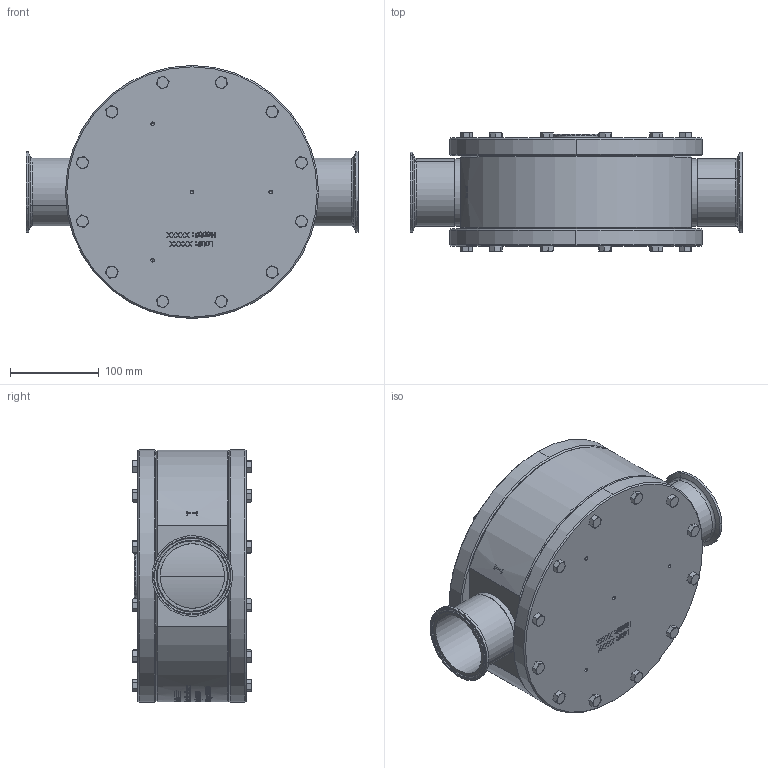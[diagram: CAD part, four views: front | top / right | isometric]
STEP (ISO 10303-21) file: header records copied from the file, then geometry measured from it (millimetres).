
FILE_DESCRIPTION (( 'STEP AP203' ), '1' );
FILE_NAME ('FDO24SHN4 Marketing External Assembly.STEP', '2024-10-30T19:41:44', ( '' ), ( '' ), 'SwSTEP 2.0', 'SolidWorks 2022', '' );
FILE_SCHEMA (( 'CONFIG_CONTROL_DESIGN' ));
Length unit declared in the file: inch
Products named in the file (1): FDO24SHN4 Marketing External Assembly
Bounding box: 374.9 x 134.11 x 285.75 mm (x, y, z)
Volume: 7654255.9 mm3; surface area: 601997.8 mm2
Topology: 29 solids, 33 shells, 3295 faces, 8367 edges, 5289 vertices
Faces by surface type: plane 1748, bspline 641, cone 480, cylinder 360, torus 66
Entity records: 119280 total; most frequent: CARTESIAN_POINT 45169, ORIENTED_EDGE 16602, DIRECTION 13350, EDGE_CURVE 8301, VERTEX_POINT 5289, VECTOR 4712, LINE 4712, AXIS2_PLACEMENT_3D 4319
